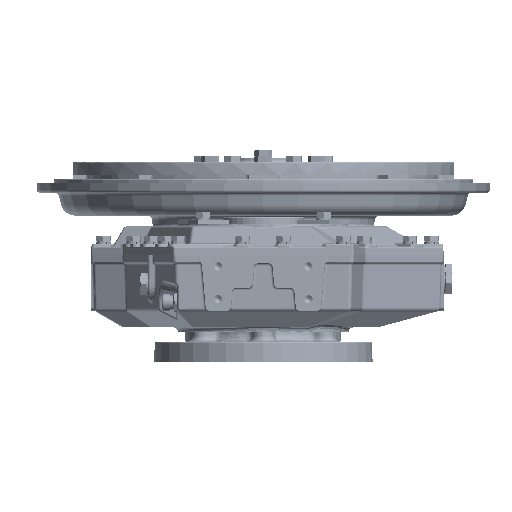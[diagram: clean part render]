
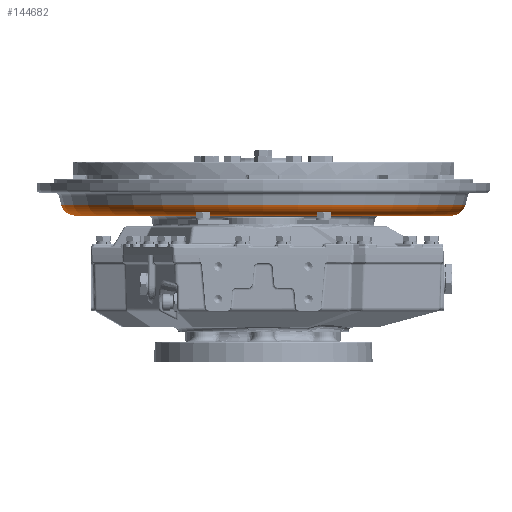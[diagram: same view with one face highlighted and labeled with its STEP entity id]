
A CAD part, left-side view. The second image highlights one B-rep face of the part: STEP entity #144682.
In plain terms, the highlighted toroidal (fillet/blend) face has major radius 229.348 mm and minor radius 18 mm.
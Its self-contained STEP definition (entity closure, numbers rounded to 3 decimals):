
#5950 = CIRCLE ( 'NONE', #268466, 229.348 ) ;
#27622 = DIRECTION ( 'NONE',  ( 0., 0., -1. ) ) ;
#27966 = EDGE_CURVE ( 'NONE', #357244, #357244, #300403, .T. ) ;
#29624 = CARTESIAN_POINT ( 'NONE',  ( 0., 0., 10. ) ) ;
#37988 = AXIS2_PLACEMENT_3D ( 'NONE', #200977, #317494, #104878 ) ;
#61645 = DIRECTION ( 'NONE',  ( -1., 0., 0. ) ) ;
#87206 = VERTEX_POINT ( 'NONE', #305789 ) ;
#104878 = DIRECTION ( 'NONE',  ( -1., 0., 0. ) ) ;
#110775 = ORIENTED_EDGE ( 'NONE', *, *, #391085, .F. ) ;
#120666 = DIRECTION ( 'NONE',  ( 0., 0., -1. ) ) ;
#139608 = TOROIDAL_SURFACE ( 'NONE', #242079, 229.348, 18. ) ;
#144682 = ADVANCED_FACE ( 'NONE', ( #379644, #353532 ), #139608, .T. ) ;
#200977 = CARTESIAN_POINT ( 'NONE',  ( 0., 0., 23.341 ) ) ;
#202776 = EDGE_LOOP ( 'NONE', ( #110775 ) ) ;
#210002 = ORIENTED_EDGE ( 'NONE', *, *, #27966, .T. ) ;
#234864 = CARTESIAN_POINT ( 'NONE',  ( -246.734, 0., 23.341 ) ) ;
#242079 = AXIS2_PLACEMENT_3D ( 'NONE', #303133, #120666, #301158 ) ;
#268466 = AXIS2_PLACEMENT_3D ( 'NONE', #29624, #27622, #61645 ) ;
#300403 = CIRCLE ( 'NONE', #37988, 246.734 ) ;
#301158 = DIRECTION ( 'NONE',  ( -1., 0., 0. ) ) ;
#303133 = CARTESIAN_POINT ( 'NONE',  ( 0., 0., 28. ) ) ;
#305789 = CARTESIAN_POINT ( 'NONE',  ( -229.348, 0., 10. ) ) ;
#317494 = DIRECTION ( 'NONE',  ( 0., 0., -1. ) ) ;
#353532 = FACE_OUTER_BOUND ( 'NONE', #355692, .T. ) ;
#355692 = EDGE_LOOP ( 'NONE', ( #210002 ) ) ;
#357244 = VERTEX_POINT ( 'NONE', #234864 ) ;
#379644 = FACE_OUTER_BOUND ( 'NONE', #202776, .T. ) ;
#391085 = EDGE_CURVE ( 'NONE', #87206, #87206, #5950, .T. ) ;
